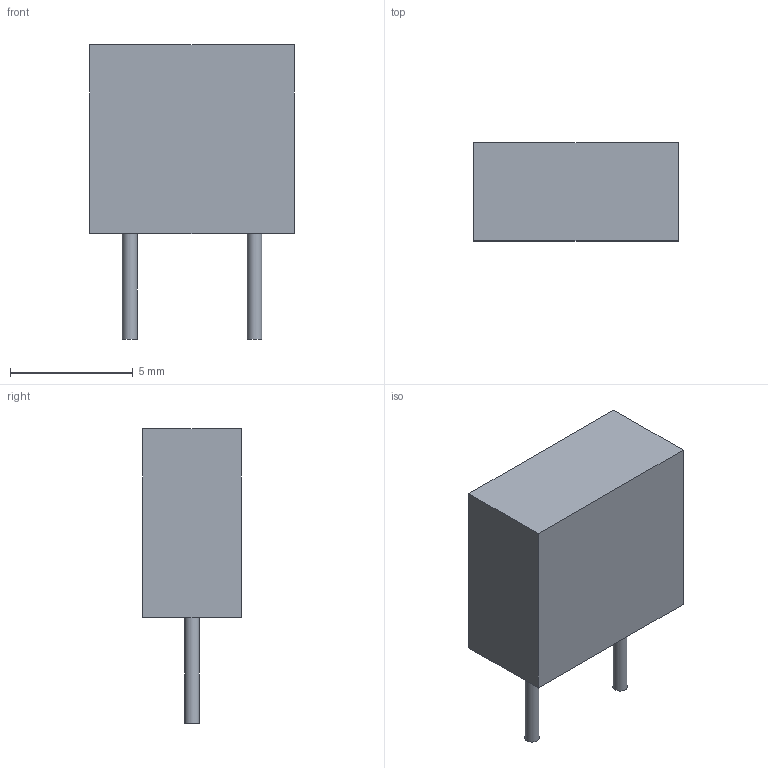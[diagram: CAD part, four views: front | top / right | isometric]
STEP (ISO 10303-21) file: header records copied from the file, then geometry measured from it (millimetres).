
FILE_DESCRIPTION(('FreeCAD Model'),'2;1');
FILE_NAME('RST100.step','2020-11-05T23:33:30',('Author'),(''), 'Open CASCADE STEP processor 7.4','FreeCAD','Unknown');
FILE_SCHEMA(('AUTOMOTIVE_DESIGN { 1 0 10303 214 1 1 1 1 }'));
Length unit declared in the file: millimetre
Products named in the file (5): Part; Body; Legs; Compound; PointArray
Assembly tree (4 placements, depth 3):
  Part
    Body
    Legs
      Compound
      PointArray
Bounding box: 8.35 x 4 x 12 mm (x, y, z)
Volume: 259.6 mm3; surface area: 274.3 mm2
Topology: 3 solids, 3 shells, 12 faces, 18 edges, 14 vertices
Faces by surface type: plane 10, cylinder 2
Full cylindrical faces by diameter (mm): 0.6 x2
Entity records: 613 total; most frequent: DIRECTION 92, CARTESIAN_POINT 85, LINE 46, VECTOR 46, ORIENTED_EDGE 36, PCURVE 36, DEFINITIONAL_REPRESENTATION 36, AXIS2_PLACEMENT_3D 21
